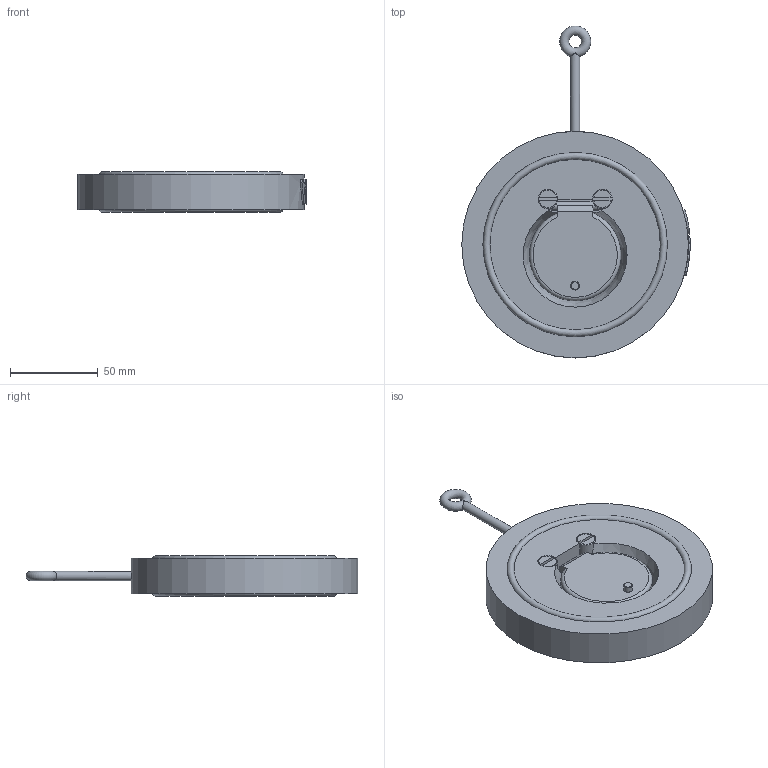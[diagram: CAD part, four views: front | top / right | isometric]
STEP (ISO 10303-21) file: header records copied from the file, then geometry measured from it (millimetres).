
FILE_DESCRIPTION(/* description */ ('PP Check Valve with EPDM O-ring, Ø75/DN65, PN6'),/* implementation_level */ '2;1');
FILE_NAME(/* name */'560065',/* time_stamp */ '2021-11-25T13:21:23+01:00',/* author */ ('COAB Solutions'),/* organization */ ('GPA Flowsystem'),/* preprocessor_version */ 'ST-DEVELOPER v18.1',/* originating_system */ 'www.coabsolutions.com',/* authorisation */ 'unknown authorization');
FILE_SCHEMA (('AUTOMOTIVE_DESIGN { 1 0 10303 214 3 1 1 }'));
Length unit declared in the file: millimetre
Products named in the file (1): 70053_2
Bounding box: 130 x 188.97 x 23 mm (x, y, z)
Volume: 243794.2 mm3; surface area: 52404.8 mm2
Topology: 3 solids, 3 shells, 97 faces, 258 edges, 171 vertices
Faces by surface type: plane 43, bspline 22, cylinder 19, cone 6, torus 5, sphere 2
Full cylindrical faces by diameter (mm): 5 x2, 5.263 x1, 11 x2, 40 x1, 97 x2, 105 x2, 129 x1
Entity records: 3885 total; most frequent: CARTESIAN_POINT 1513, ORIENTED_EDGE 516, DIRECTION 419, EDGE_CURVE 258, VERTEX_POINT 171, AXIS2_PLACEMENT_3D 158, EDGE_LOOP 111, LINE 103
